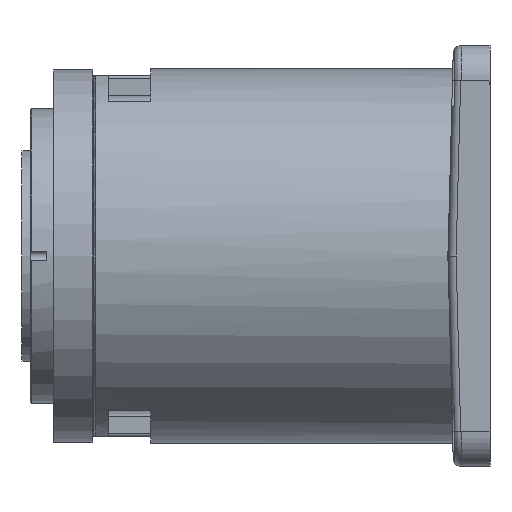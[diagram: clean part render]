
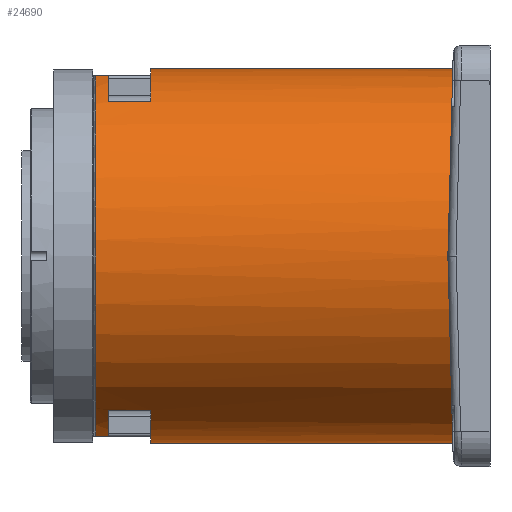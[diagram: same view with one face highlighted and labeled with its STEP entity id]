
A CAD part, left-side view. The second image highlights one B-rep face of the part: STEP entity #24690.
In plain terms, the highlighted cylindrical face has radius 80 mm (diameter 160 mm), a partial arc.
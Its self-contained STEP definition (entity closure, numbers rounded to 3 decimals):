
#86 = ORIENTED_EDGE ( 'NONE', *, *, #2683, .T. ) ;
#183 = CARTESIAN_POINT ( 'NONE',  ( -45.201, 145., -66.006 ) ) ;
#231 = EDGE_CURVE ( 'NONE', #4707, #8715, #2800, .T. ) ;
#259 = CIRCLE ( 'NONE', #20327, 80. ) ;
#1001 = CARTESIAN_POINT ( 'NONE',  ( -21.703, 168.5, 77. ) ) ;
#1231 = ORIENTED_EDGE ( 'NONE', *, *, #21771, .T. ) ;
#1573 = CARTESIAN_POINT ( 'NONE',  ( 0., 168.5, 0. ) ) ;
#1606 = ORIENTED_EDGE ( 'NONE', *, *, #26577, .T. ) ;
#1626 = FACE_OUTER_BOUND ( 'NONE', #17591, .T. ) ;
#1699 = CARTESIAN_POINT ( 'NONE',  ( 0., 15.905, 80. ) ) ;
#1899 = EDGE_CURVE ( 'NONE', #12437, #6576, #14605, .T. ) ;
#2118 = CARTESIAN_POINT ( 'NONE',  ( 0., 15.905, -80. ) ) ;
#2196 = VECTOR ( 'NONE', #26649, 1000. ) ;
#2389 = AXIS2_PLACEMENT_3D ( 'NONE', #26405, #19973, #5121 ) ;
#2683 = EDGE_CURVE ( 'NONE', #22881, #16162, #6817, .T. ) ;
#2745 = CARTESIAN_POINT ( 'NONE',  ( -45.201, 145., 66.006 ) ) ;
#2800 = LINE ( 'NONE', #11519, #26661 ) ;
#3289 = CARTESIAN_POINT ( 'NONE',  ( -80., 18., 0. ) ) ;
#3306 = ORIENTED_EDGE ( 'NONE', *, *, #26749, .F. ) ;
#3801 = ORIENTED_EDGE ( 'NONE', *, *, #1899, .T. ) ;
#4558 = CARTESIAN_POINT ( 'NONE',  ( 0., 15.905, 80. ) ) ;
#4707 = VERTEX_POINT ( 'NONE', #22928 ) ;
#4779 = LINE ( 'NONE', #11211, #27229 ) ;
#4952 = DIRECTION ( 'NONE',  ( 0., 1., 0. ) ) ;
#4963 = EDGE_CURVE ( 'NONE', #18194, #25382, #4779, .T. ) ;
#5038 = VERTEX_POINT ( 'NONE', #22483 ) ;
#5121 = DIRECTION ( 'NONE',  ( 0., 0., -1. ) ) ;
#5507 = DIRECTION ( 'NONE',  ( 0., -1., 0. ) ) ;
#6110 = AXIS2_PLACEMENT_3D ( 'NONE', #26899, #9756, #27039 ) ;
#6576 = VERTEX_POINT ( 'NONE', #12525 ) ;
#6817 =( BOUNDED_CURVE ( )  B_SPLINE_CURVE ( 3, ( #3289, #8003, #27292, #1699 ),
 .UNSPECIFIED., .F., .F. ) 
 B_SPLINE_CURVE_WITH_KNOTS ( ( 4, 4 ),
 ( 4.712, 6.283 ),
 .UNSPECIFIED. ) 
 CURVE ( )  GEOMETRIC_REPRESENTATION_ITEM ( )  RATIONAL_B_SPLINE_CURVE ( ( 1., 0.805, 0.805, 1. ) ) 
 REPRESENTATION_ITEM ( '' )  );
#6970 = CIRCLE ( 'NONE', #22467, 80. ) ;
#7717 = AXIS2_PLACEMENT_3D ( 'NONE', #11142, #15422, #13423 ) ;
#7783 = CYLINDRICAL_SURFACE ( 'NONE', #18870, 80. ) ;
#7981 = CARTESIAN_POINT ( 'NONE',  ( 0., 15.905, -80. ) ) ;
#8003 = CARTESIAN_POINT ( 'NONE',  ( -80., 16.773, 46.863 ) ) ;
#8045 = CARTESIAN_POINT ( 'NONE',  ( -45.201, 169.5, 66.006 ) ) ;
#8132 = CARTESIAN_POINT ( 'NONE',  ( -80., 18., 0. ) ) ;
#8171 = ORIENTED_EDGE ( 'NONE', *, *, #25182, .T. ) ;
#8311 = EDGE_CURVE ( 'NONE', #5038, #25571, #259, .T. ) ;
#8409 = CARTESIAN_POINT ( 'NONE',  ( -21.703, 145., 77. ) ) ;
#8715 = VERTEX_POINT ( 'NONE', #183 ) ;
#8851 = CARTESIAN_POINT ( 'NONE',  ( 0., 169.5, 80. ) ) ;
#8939 = VECTOR ( 'NONE', #10053, 1000. ) ;
#9365 = CARTESIAN_POINT ( 'NONE',  ( 0., 169.5, -80. ) ) ;
#9484 = DIRECTION ( 'NONE',  ( 0., 1., 0. ) ) ;
#9756 = DIRECTION ( 'NONE',  ( 0., 1., 0. ) ) ;
#9765 = CIRCLE ( 'NONE', #6110, 80. ) ;
#9859 = CARTESIAN_POINT ( 'NONE',  ( -21.703, 163., -77. ) ) ;
#9994 = EDGE_CURVE ( 'NONE', #20950, #19820, #25205, .T. ) ;
#10053 = DIRECTION ( 'NONE',  ( 0., 1., 0. ) ) ;
#10278 = CARTESIAN_POINT ( 'NONE',  ( -80., 16.773, -46.863 ) ) ;
#10339 = CARTESIAN_POINT ( 'NONE',  ( 0., 169.5, 0. ) ) ;
#11016 = DIRECTION ( 'NONE',  ( 0., -1., 0. ) ) ;
#11142 = CARTESIAN_POINT ( 'NONE',  ( 0., 145., 0. ) ) ;
#11171 = ORIENTED_EDGE ( 'NONE', *, *, #9994, .T. ) ;
#11211 = CARTESIAN_POINT ( 'NONE',  ( -21.703, 169.5, 77. ) ) ;
#11519 = CARTESIAN_POINT ( 'NONE',  ( -45.201, 169.5, -66.006 ) ) ;
#12437 = VERTEX_POINT ( 'NONE', #2745 ) ;
#12525 = CARTESIAN_POINT ( 'NONE',  ( -45.201, 163., 66.006 ) ) ;
#12667 = LINE ( 'NONE', #21375, #16346 ) ;
#12944 = DIRECTION ( 'NONE',  ( 0., -1., 0. ) ) ;
#13296 = DIRECTION ( 'NONE',  ( 0., 0., -1. ) ) ;
#13423 = DIRECTION ( 'NONE',  ( 0., 0., -1. ) ) ;
#13878 = ORIENTED_EDGE ( 'NONE', *, *, #26147, .T. ) ;
#14567 = DIRECTION ( 'NONE',  ( 0., 0., -1. ) ) ;
#14605 = LINE ( 'NONE', #8045, #8939 ) ;
#14775 = CARTESIAN_POINT ( 'NONE',  ( 0., 145., 0. ) ) ;
#14986 = LINE ( 'NONE', #8851, #18598 ) ;
#15332 = ORIENTED_EDGE ( 'NONE', *, *, #23438, .T. ) ;
#15403 = EDGE_CURVE ( 'NONE', #19820, #28236, #18205, .T. ) ;
#15422 = DIRECTION ( 'NONE',  ( 0., -1., 0. ) ) ;
#16074 = CARTESIAN_POINT ( 'NONE',  ( -21.703, 168.5, -77. ) ) ;
#16162 = VERTEX_POINT ( 'NONE', #4558 ) ;
#16346 = VECTOR ( 'NONE', #12944, 1000. ) ;
#16444 = EDGE_CURVE ( 'NONE', #16585, #21610, #12667, .T. ) ;
#16582 = ORIENTED_EDGE ( 'NONE', *, *, #16444, .T. ) ;
#16585 = VERTEX_POINT ( 'NONE', #16074 ) ;
#16650 = DIRECTION ( 'NONE',  ( 0., -1., 0. ) ) ;
#17252 = CARTESIAN_POINT ( 'NONE',  ( -46.863, 15.905, -80. ) ) ;
#17414 = ORIENTED_EDGE ( 'NONE', *, *, #4963, .T. ) ;
#17553 = DIRECTION ( 'NONE',  ( 0., -1., 0. ) ) ;
#17591 = EDGE_LOOP ( 'NONE', ( #3306, #24101, #8171, #3801, #13878, #17414, #1606, #16582, #15332, #26726, #21491, #11171, #25159, #1231, #86 ) ) ;
#18194 = VERTEX_POINT ( 'NONE', #22903 ) ;
#18205 = LINE ( 'NONE', #9365, #2196 ) ;
#18302 = CARTESIAN_POINT ( 'NONE',  ( 0., 145., -80. ) ) ;
#18598 = VECTOR ( 'NONE', #17553, 1000. ) ;
#18870 = AXIS2_PLACEMENT_3D ( 'NONE', #10339, #19043, #23476 ) ;
#19043 = DIRECTION ( 'NONE',  ( 0., -1., 0. ) ) ;
#19147 = AXIS2_PLACEMENT_3D ( 'NONE', #1573, #25294, #14567 ) ;
#19820 = VERTEX_POINT ( 'NONE', #18302 ) ;
#19973 = DIRECTION ( 'NONE',  ( 0., -1., 0. ) ) ;
#20065 = CIRCLE ( 'NONE', #19147, 80. ) ;
#20085 = DIRECTION ( 'NONE',  ( 0., 0., -1. ) ) ;
#20201 = CIRCLE ( 'NONE', #23848, 80. ) ;
#20327 = AXIS2_PLACEMENT_3D ( 'NONE', #14775, #16650, #25369 ) ;
#20562 = CARTESIAN_POINT ( 'NONE',  ( -80., 18., 0. ) ) ;
#20754 = CARTESIAN_POINT ( 'NONE',  ( -21.703, 145., -77. ) ) ;
#20941 = CIRCLE ( 'NONE', #7717, 80. ) ;
#20950 = VERTEX_POINT ( 'NONE', #20754 ) ;
#21077 =( BOUNDED_CURVE ( )  B_SPLINE_CURVE ( 3, ( #2118, #17252, #10278, #8132 ),
 .UNSPECIFIED., .F., .F. ) 
 B_SPLINE_CURVE_WITH_KNOTS ( ( 4, 4 ),
 ( 0., 1.571 ),
 .UNSPECIFIED. ) 
 CURVE ( )  GEOMETRIC_REPRESENTATION_ITEM ( )  RATIONAL_B_SPLINE_CURVE ( ( 1., 0.805, 0.805, 1. ) ) 
 REPRESENTATION_ITEM ( '' )  );
#21375 = CARTESIAN_POINT ( 'NONE',  ( -21.703, 169.5, -77. ) ) ;
#21491 = ORIENTED_EDGE ( 'NONE', *, *, #27976, .T. ) ;
#21610 = VERTEX_POINT ( 'NONE', #9859 ) ;
#21771 = EDGE_CURVE ( 'NONE', #28236, #22881, #21077, .T. ) ;
#22467 = AXIS2_PLACEMENT_3D ( 'NONE', #26235, #4952, #20085 ) ;
#22483 = CARTESIAN_POINT ( 'NONE',  ( 0., 145., 80. ) ) ;
#22881 = VERTEX_POINT ( 'NONE', #20562 ) ;
#22903 = CARTESIAN_POINT ( 'NONE',  ( -21.703, 163., 77. ) ) ;
#22928 = CARTESIAN_POINT ( 'NONE',  ( -45.201, 163., -66.006 ) ) ;
#23438 = EDGE_CURVE ( 'NONE', #21610, #4707, #6970, .T. ) ;
#23476 = DIRECTION ( 'NONE',  ( 0., 0., -1. ) ) ;
#23848 = AXIS2_PLACEMENT_3D ( 'NONE', #28150, #11016, #13296 ) ;
#24101 = ORIENTED_EDGE ( 'NONE', *, *, #8311, .T. ) ;
#24690 = ADVANCED_FACE ( 'NONE', ( #1626 ), #7783, .T. ) ;
#25159 = ORIENTED_EDGE ( 'NONE', *, *, #15403, .T. ) ;
#25182 = EDGE_CURVE ( 'NONE', #25571, #12437, #20201, .T. ) ;
#25205 = CIRCLE ( 'NONE', #2389, 80. ) ;
#25294 = DIRECTION ( 'NONE',  ( 0., -1., 0. ) ) ;
#25369 = DIRECTION ( 'NONE',  ( 0., 0., -1. ) ) ;
#25382 = VERTEX_POINT ( 'NONE', #1001 ) ;
#25571 = VERTEX_POINT ( 'NONE', #8409 ) ;
#26147 = EDGE_CURVE ( 'NONE', #6576, #18194, #9765, .T. ) ;
#26235 = CARTESIAN_POINT ( 'NONE',  ( 0., 163., 0. ) ) ;
#26405 = CARTESIAN_POINT ( 'NONE',  ( 0., 145., 0. ) ) ;
#26577 = EDGE_CURVE ( 'NONE', #25382, #16585, #20065, .T. ) ;
#26649 = DIRECTION ( 'NONE',  ( 0., -1., 0. ) ) ;
#26661 = VECTOR ( 'NONE', #5507, 1000. ) ;
#26726 = ORIENTED_EDGE ( 'NONE', *, *, #231, .T. ) ;
#26749 = EDGE_CURVE ( 'NONE', #5038, #16162, #14986, .T. ) ;
#26899 = CARTESIAN_POINT ( 'NONE',  ( 0., 163., 0. ) ) ;
#27039 = DIRECTION ( 'NONE',  ( 0., 0., -1. ) ) ;
#27229 = VECTOR ( 'NONE', #9484, 1000. ) ;
#27292 = CARTESIAN_POINT ( 'NONE',  ( -46.863, 15.905, 80. ) ) ;
#27976 = EDGE_CURVE ( 'NONE', #8715, #20950, #20941, .T. ) ;
#28150 = CARTESIAN_POINT ( 'NONE',  ( 0., 145., 0. ) ) ;
#28236 = VERTEX_POINT ( 'NONE', #7981 ) ;
